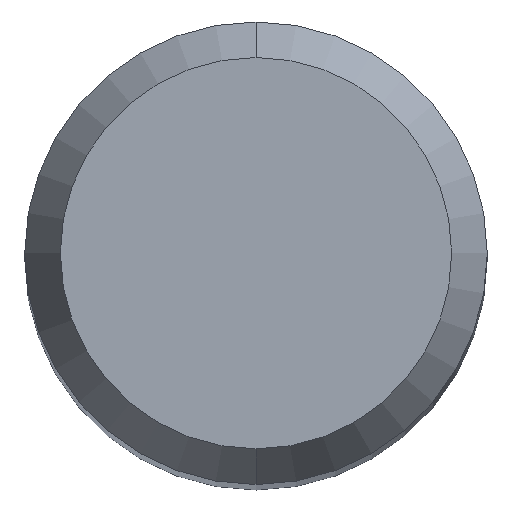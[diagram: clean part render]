
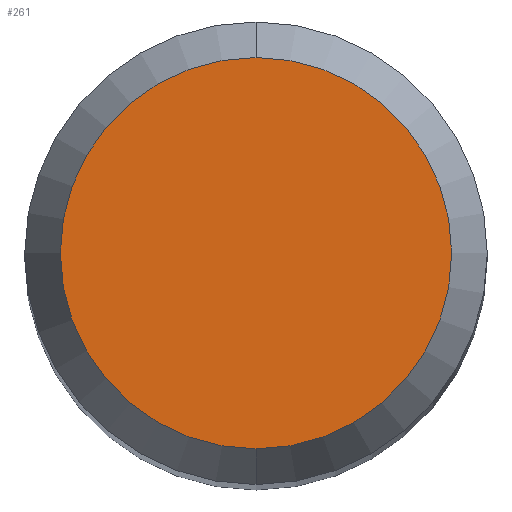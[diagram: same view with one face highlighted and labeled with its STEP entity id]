
A CAD part, top view. The second image highlights one B-rep face of the part: STEP entity #261.
In plain terms, the highlighted planar face has unit normal (0, 0, 1).
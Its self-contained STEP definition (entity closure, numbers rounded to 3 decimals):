
#193=EDGE_CURVE('',#303,#367,#485,.T.);
#261=ADVANCED_FACE('',(#559),#560,.T.);
#303=VERTEX_POINT('',#606);
#311=EDGE_CURVE('',#367,#303,#614,.T.);
#367=VERTEX_POINT('',#682);
#485=CIRCLE('',#805,2.538);
#559=FACE_OUTER_BOUND('',#998,.T.);
#560=PLANE('',#999);
#606=CARTESIAN_POINT('',(0.0,2.538,40.407));
#614=CIRCLE('',#1099,2.538);
#682=CARTESIAN_POINT('',(0.,-2.538,40.407));
#805=AXIS2_PLACEMENT_3D('',#1426,#1427,#1428);
#998=EDGE_LOOP('',(#1495,#1496));
#999=AXIS2_PLACEMENT_3D('',#1497,#1498,#1499);
#1099=AXIS2_PLACEMENT_3D('',#1564,#1565,#1566);
#1426=CARTESIAN_POINT('',(0.0,0.0,40.407));
#1427=DIRECTION('',(0.0,0.0,-1.0));
#1428=DIRECTION('',(0.0,1.0,0.0));
#1495=ORIENTED_EDGE('',*,*,#193,.F.);
#1496=ORIENTED_EDGE('',*,*,#311,.F.);
#1497=CARTESIAN_POINT('',(0.0,1.269,40.407));
#1498=DIRECTION('',(-0.0,0.0,1.0));
#1499=DIRECTION('',(0.0,-1.0,0.0));
#1564=CARTESIAN_POINT('',(0.0,0.0,40.407));
#1565=DIRECTION('',(0.0,0.0,-1.0));
#1566=DIRECTION('',(0.0,1.0,0.0));
